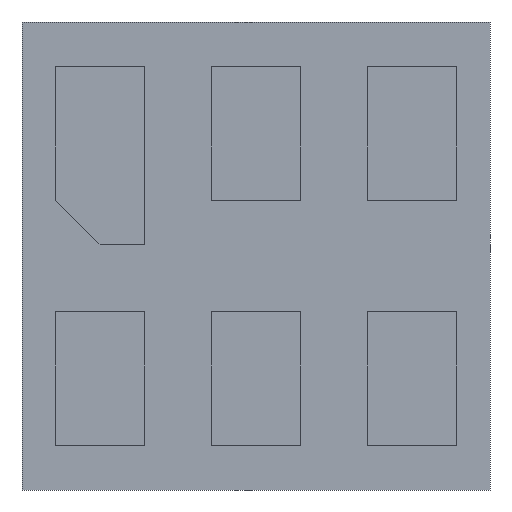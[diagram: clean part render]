
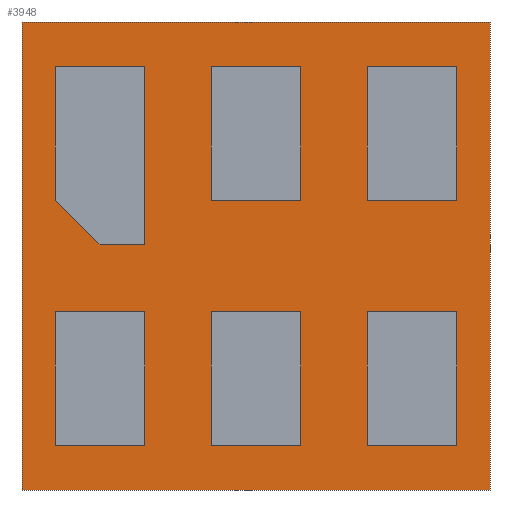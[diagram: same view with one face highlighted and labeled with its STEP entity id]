
A CAD part, front view. The second image highlights one B-rep face of the part: STEP entity #3948.
In plain terms, the highlighted planar face has unit normal (0, -1, 0).
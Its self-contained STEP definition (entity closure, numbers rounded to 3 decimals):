
#847 = DIRECTION ( 'NONE',  ( -1., 0., 0. ) ) ;
#1064 = CARTESIAN_POINT ( 'NONE',  ( 0., 0., 0. ) ) ;
#1275 = VECTOR ( 'NONE', #5588, 1000. ) ;
#1603 = LINE ( 'NONE', #12827, #1275 ) ;
#1715 = CARTESIAN_POINT ( 'NONE',  ( 0., 0., 0. ) ) ;
#2283 = CARTESIAN_POINT ( 'NONE',  ( 0., 0., 0. ) ) ;
#3172 = EDGE_CURVE ( 'NONE', #4599, #10120, #1603, .T. ) ;
#3343 = DIRECTION ( 'NONE',  ( 1., 0., 0. ) ) ;
#3477 = VERTEX_POINT ( 'NONE', #4094 ) ;
#3663 = LINE ( 'NONE', #7030, #6390 ) ;
#3947 = ORIENTED_EDGE ( 'NONE', *, *, #8669, .F. ) ;
#3948 = ADVANCED_FACE ( 'NONE', ( #5028 ), #10011, .T. ) ;
#4094 = CARTESIAN_POINT ( 'NONE',  ( 0., 0., -1.05 ) ) ;
#4258 = VECTOR ( 'NONE', #7075, 1000. ) ;
#4599 = VERTEX_POINT ( 'NONE', #9291 ) ;
#4864 = DIRECTION ( 'NONE',  ( 0., 0., -1. ) ) ;
#5028 = FACE_OUTER_BOUND ( 'NONE', #10369, .T. ) ;
#5588 = DIRECTION ( 'NONE',  ( 0., 0., -1. ) ) ;
#5610 = LINE ( 'NONE', #2283, #13218 ) ;
#6390 = VECTOR ( 'NONE', #847, 1000. ) ;
#7030 = CARTESIAN_POINT ( 'NONE',  ( 0., 0., -1.05 ) ) ;
#7075 = DIRECTION ( 'NONE',  ( 0., 0., 1. ) ) ;
#7830 = CARTESIAN_POINT ( 'NONE',  ( 1.05, 0., -1.05 ) ) ;
#8130 = ORIENTED_EDGE ( 'NONE', *, *, #3172, .F. ) ;
#8139 = CARTESIAN_POINT ( 'NONE',  ( 0., 0., 0. ) ) ;
#8262 = VERTEX_POINT ( 'NONE', #1064 ) ;
#8413 = ORIENTED_EDGE ( 'NONE', *, *, #11687, .F. ) ;
#8669 = EDGE_CURVE ( 'NONE', #3477, #8262, #9753, .T. ) ;
#9291 = CARTESIAN_POINT ( 'NONE',  ( 1.05, 0., 0. ) ) ;
#9753 = LINE ( 'NONE', #8139, #4258 ) ;
#10011 = PLANE ( 'NONE',  #13210 ) ;
#10120 = VERTEX_POINT ( 'NONE', #7830 ) ;
#10369 = EDGE_LOOP ( 'NONE', ( #3947, #8413, #8130, #13197 ) ) ;
#11046 = DIRECTION ( 'NONE',  ( 0., -1., 0. ) ) ;
#11395 = EDGE_CURVE ( 'NONE', #8262, #4599, #5610, .T. ) ;
#11687 = EDGE_CURVE ( 'NONE', #10120, #3477, #3663, .T. ) ;
#12827 = CARTESIAN_POINT ( 'NONE',  ( 1.05, 0., 0. ) ) ;
#13197 = ORIENTED_EDGE ( 'NONE', *, *, #11395, .F. ) ;
#13210 = AXIS2_PLACEMENT_3D ( 'NONE', #1715, #11046, #4864 ) ;
#13218 = VECTOR ( 'NONE', #3343, 1000. ) ;
